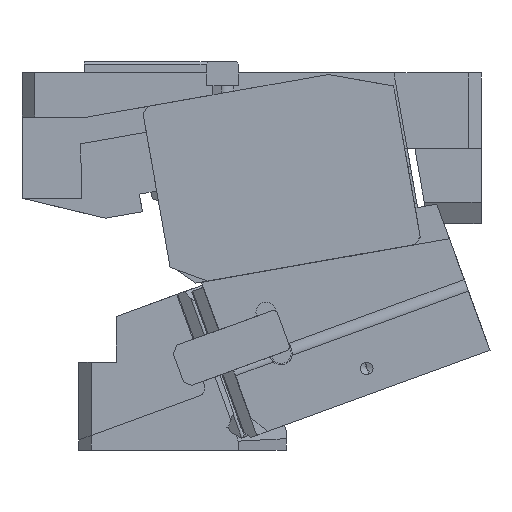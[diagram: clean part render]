
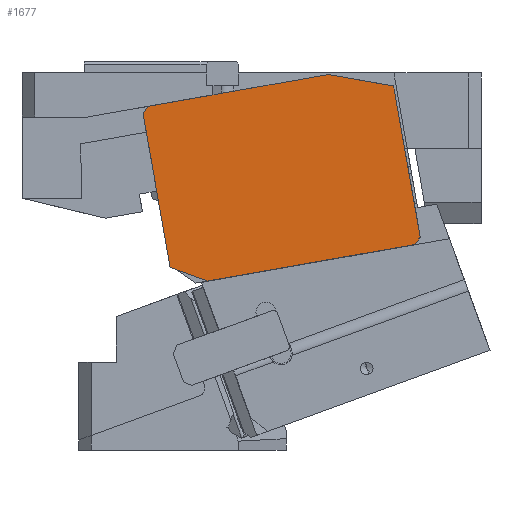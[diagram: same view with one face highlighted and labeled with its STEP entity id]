
A CAD part, front view. The second image highlights one B-rep face of the part: STEP entity #1677.
In plain terms, the highlighted planar face has unit normal (0, -1, 0).
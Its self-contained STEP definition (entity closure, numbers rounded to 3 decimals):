
#1556=CARTESIAN_POINT('Vertex',(-184.733,-126.,273.512)) ;
#1559=CARTESIAN_POINT('Line Origine',(-158.341,-126.,278.165)) ;
#1563=CARTESIAN_POINT('Vertex',(-131.949,-126.,282.819)) ;
#1585=CARTESIAN_POINT('Axis2P3D Location',(-189.657,-126.,272.643)) ;
#1591=CARTESIAN_POINT('Control Point',(9.906,-126.,289.739)) ;
#1592=CARTESIAN_POINT('Control Point',(10.43,-126.,289.647)) ;
#1593=CARTESIAN_POINT('Vertex',(9.906,-126.,289.739)) ;
#1595=CARTESIAN_POINT('Vertex',(10.43,-126.,289.647)) ;
#1598=CARTESIAN_POINT('Line Origine',(-15.746,-126.,294.262)) ;
#1602=CARTESIAN_POINT('Vertex',(-41.399,-126.,298.785)) ;
#1605=CARTESIAN_POINT('Line Origine',(-58.199,-126.,295.823)) ;
#1609=CARTESIAN_POINT('Vertex',(-75.,-126.,292.861)) ;
#1612=CARTESIAN_POINT('Line Origine',(-103.474,-126.,287.84)) ;
#1617=CARTESIAN_POINT('Line Origine',(-186.761,-126.,270.616)) ;
#1621=CARTESIAN_POINT('Vertex',(-188.789,-126.,267.719)) ;
#1624=CARTESIAN_POINT('Line Origine',(-178.003,-126.,206.55)) ;
#1628=CARTESIAN_POINT('Vertex',(-167.217,-126.,145.38)) ;
#1631=CARTESIAN_POINT('Line Origine',(-152.395,-126.,139.985)) ;
#1635=CARTESIAN_POINT('Vertex',(-137.573,-126.,134.59)) ;
#1638=CARTESIAN_POINT('Line Origine',(-55.007,-126.,149.149)) ;
#1642=CARTESIAN_POINT('Vertex',(27.559,-126.,163.708)) ;
#1645=CARTESIAN_POINT('Line Origine',(29.385,-126.,166.314)) ;
#1649=CARTESIAN_POINT('Vertex',(31.21,-126.,168.921)) ;
#1653=CARTESIAN_POINT('Control Point',(31.615,-126.,169.5)) ;
#1654=CARTESIAN_POINT('Control Point',(31.21,-126.,168.921)) ;
#1655=CARTESIAN_POINT('Vertex',(31.615,-126.,169.5)) ;
#1658=CARTESIAN_POINT('Line Origine',(21.023,-126.,229.573)) ;
#1560=DIRECTION('Vector Direction',(-0.985,0.,-0.174)) ;
#1586=DIRECTION('Axis2P3D Direction',(0.,1.,0.)) ;
#1587=DIRECTION('Axis2P3D XDirection',(0.174,0.,-0.985)) ;
#1599=DIRECTION('Vector Direction',(0.985,0.,-0.174)) ;
#1606=DIRECTION('Vector Direction',(-0.985,0.,-0.174)) ;
#1613=DIRECTION('Vector Direction',(-0.985,0.,-0.174)) ;
#1618=DIRECTION('Vector Direction',(-0.574,0.,-0.819)) ;
#1625=DIRECTION('Vector Direction',(-0.174,0.,0.985)) ;
#1632=DIRECTION('Vector Direction',(-0.94,0.,0.342)) ;
#1639=DIRECTION('Vector Direction',(-0.985,0.,-0.174)) ;
#1646=DIRECTION('Vector Direction',(0.574,0.,0.819)) ;
#1659=DIRECTION('Vector Direction',(0.174,0.,-0.985)) ;
#1588=AXIS2_PLACEMENT_3D('Plane Axis2P3D',#1585,#1586,#1587) ;
#1664=ORIENTED_EDGE('',*,*,#1597,.F.) ;
#1665=ORIENTED_EDGE('',*,*,#1604,.F.) ;
#1666=ORIENTED_EDGE('',*,*,#1611,.T.) ;
#1667=ORIENTED_EDGE('',*,*,#1616,.T.) ;
#1668=ORIENTED_EDGE('',*,*,#1565,.T.) ;
#1669=ORIENTED_EDGE('',*,*,#1623,.T.) ;
#1670=ORIENTED_EDGE('',*,*,#1630,.F.) ;
#1671=ORIENTED_EDGE('',*,*,#1637,.F.) ;
#1672=ORIENTED_EDGE('',*,*,#1644,.F.) ;
#1673=ORIENTED_EDGE('',*,*,#1651,.T.) ;
#1674=ORIENTED_EDGE('',*,*,#1657,.F.) ;
#1675=ORIENTED_EDGE('',*,*,#1662,.F.) ;
#1561=VECTOR('Line Direction',#1560,1.) ;
#1600=VECTOR('Line Direction',#1599,1.) ;
#1607=VECTOR('Line Direction',#1606,1.) ;
#1614=VECTOR('Line Direction',#1613,1.) ;
#1619=VECTOR('Line Direction',#1618,1.) ;
#1626=VECTOR('Line Direction',#1625,1.) ;
#1633=VECTOR('Line Direction',#1632,1.) ;
#1640=VECTOR('Line Direction',#1639,1.) ;
#1647=VECTOR('Line Direction',#1646,1.) ;
#1660=VECTOR('Line Direction',#1659,1.) ;
#1677=ADVANCED_FACE('CAM HOLDER',(#1676),#1589,.F.) ;
#1590=B_SPLINE_CURVE_WITH_KNOTS('',1,(#1591,#1592),.UNSPECIFIED.,.F.,.U.,(2,2),(0.,0.532),.UNSPECIFIED.) ;
#1652=B_SPLINE_CURVE_WITH_KNOTS('',1,(#1653,#1654),.UNSPECIFIED.,.F.,.U.,(2,2),(0.,0.707),.UNSPECIFIED.) ;
#1565=EDGE_CURVE('',#1564,#1557,#1562,.T.) ;
#1597=EDGE_CURVE('',#1594,#1596,#1590,.T.) ;
#1604=EDGE_CURVE('',#1603,#1594,#1601,.T.) ;
#1611=EDGE_CURVE('',#1603,#1610,#1608,.T.) ;
#1616=EDGE_CURVE('',#1610,#1564,#1615,.T.) ;
#1623=EDGE_CURVE('',#1557,#1622,#1620,.T.) ;
#1630=EDGE_CURVE('',#1629,#1622,#1627,.T.) ;
#1637=EDGE_CURVE('',#1636,#1629,#1634,.T.) ;
#1644=EDGE_CURVE('',#1643,#1636,#1641,.T.) ;
#1651=EDGE_CURVE('',#1643,#1650,#1648,.T.) ;
#1657=EDGE_CURVE('',#1656,#1650,#1652,.T.) ;
#1662=EDGE_CURVE('',#1596,#1656,#1661,.T.) ;
#1663=EDGE_LOOP('',(#1664,#1665,#1666,#1667,#1668,#1669,#1670,#1671,#1672,#1673,#1674,#1675)) ;
#1676=FACE_OUTER_BOUND('',#1663,.T.) ;
#1562=LINE('Line',#1559,#1561) ;
#1601=LINE('Line',#1598,#1600) ;
#1608=LINE('Line',#1605,#1607) ;
#1615=LINE('Line',#1612,#1614) ;
#1620=LINE('Line',#1617,#1619) ;
#1627=LINE('Line',#1624,#1626) ;
#1634=LINE('Line',#1631,#1633) ;
#1641=LINE('Line',#1638,#1640) ;
#1648=LINE('Line',#1645,#1647) ;
#1661=LINE('Line',#1658,#1660) ;
#1589=PLANE('Plane',#1588) ;
#1557=VERTEX_POINT('',#1556) ;
#1564=VERTEX_POINT('',#1563) ;
#1594=VERTEX_POINT('',#1593) ;
#1596=VERTEX_POINT('',#1595) ;
#1603=VERTEX_POINT('',#1602) ;
#1610=VERTEX_POINT('',#1609) ;
#1622=VERTEX_POINT('',#1621) ;
#1629=VERTEX_POINT('',#1628) ;
#1636=VERTEX_POINT('',#1635) ;
#1643=VERTEX_POINT('',#1642) ;
#1650=VERTEX_POINT('',#1649) ;
#1656=VERTEX_POINT('',#1655) ;
